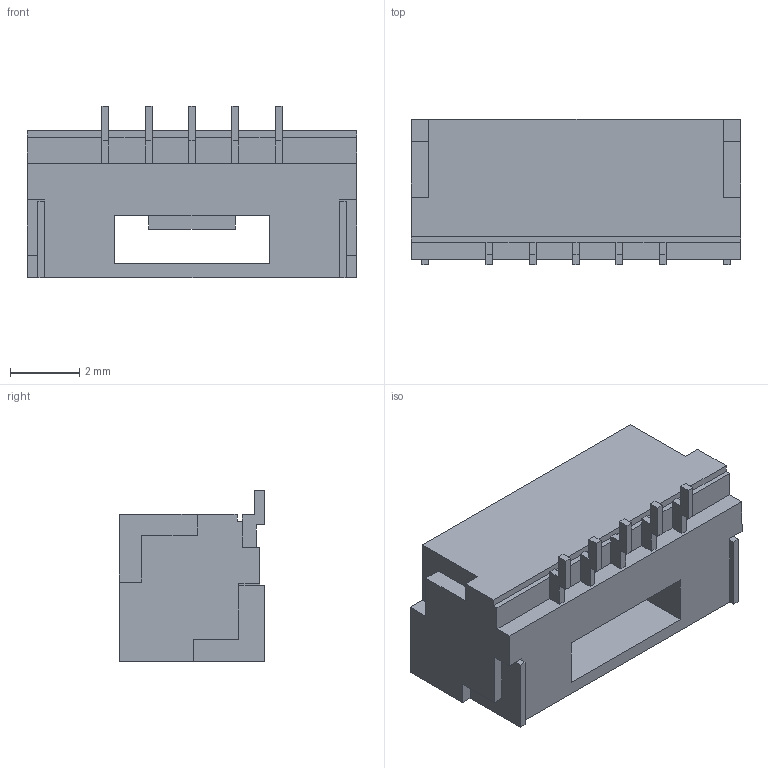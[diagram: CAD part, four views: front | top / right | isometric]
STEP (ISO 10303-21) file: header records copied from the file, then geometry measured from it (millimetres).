
FILE_DESCRIPTION (( 'STEP AP214' ), '1' );
FILE_NAME ('JST BM05B-GHS-TBT.STEP', '2015-11-28T06:31:07', ( '' ), ( '' ), 'SwSTEP 2.0', 'SolidWorks 2015', '' );
FILE_SCHEMA (( 'AUTOMOTIVE_DESIGN' ));
Length unit declared in the file: millimetre
Products named in the file (1): JST BM05B-GHS-TBT
Bounding box: 9.5 x 4.2 x 4.95 mm (x, y, z)
Volume: 100.2 mm3; surface area: 292 mm2
Topology: 1 solids, 1 shells, 108 faces, 298 edges, 194 vertices
Faces by surface type: plane 108
Entity records: 4576 total; most frequent: CARTESIAN_POINT 601, ORIENTED_EDGE 596, DIRECTION 516, EDGE_CURVE 298, LINE 298, VECTOR 298, VERTEX_POINT 194, EDGE_LOOP 112
